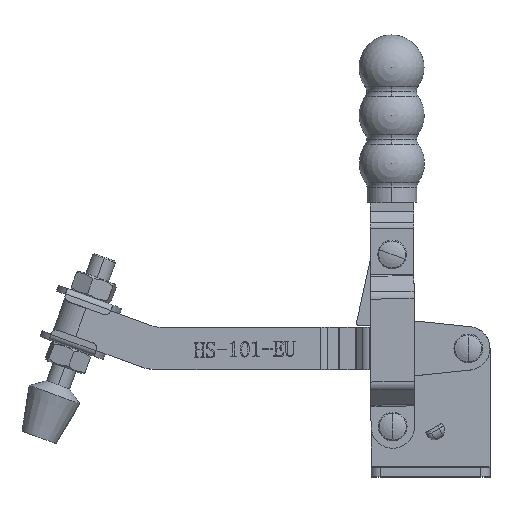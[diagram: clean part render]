
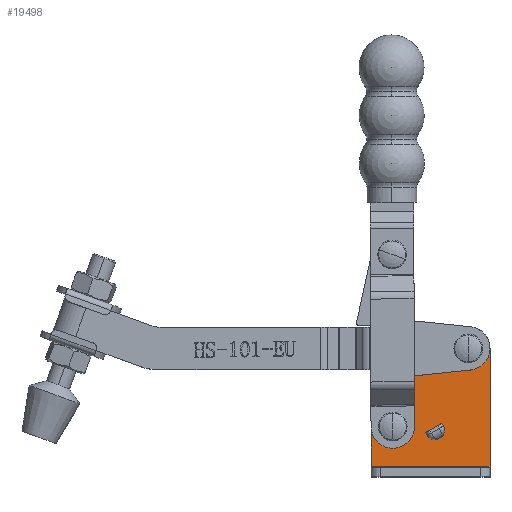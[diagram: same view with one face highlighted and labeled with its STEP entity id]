
A CAD part, top view. The second image highlights one B-rep face of the part: STEP entity #19498.
In plain terms, the highlighted planar face has unit normal (0, 0, 1).
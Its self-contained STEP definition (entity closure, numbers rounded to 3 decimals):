
#137 = CARTESIAN_POINT ( 'NONE',  ( 18.548, 10.775, 3. ) ) ;
#146 = CARTESIAN_POINT ( 'NONE',  ( 23.938, 13.887, 3. ) ) ;
#150 = CARTESIAN_POINT ( 'NONE',  ( 39.4, 39.58, 3. ) ) ;
#251 = CARTESIAN_POINT ( 'NONE',  ( 4., 13.692, 3. ) ) ;
#284 = CARTESIAN_POINT ( 'NONE',  ( 22.84, 9.789, 3. ) ) ;
#402 = CARTESIAN_POINT ( 'NONE',  ( 0., 13.692, 3. ) ) ;
#561 = CARTESIAN_POINT ( 'NONE',  ( 39.4, 0.5, 3. ) ) ;
#5363 = AXIS2_PLACEMENT_3D ( 'NONE', #10736, #10735, #10731 ) ;
#5365 = AXIS2_PLACEMENT_3D ( 'NONE', #10720, #10719, #10717 ) ;
#5367 = AXIS2_PLACEMENT_3D ( 'NONE', #10700, #10699, #10698 ) ;
#5368 = AXIS2_PLACEMENT_3D ( 'NONE', #10694, #10693, #10692 ) ;
#5369 = AXIS2_PLACEMENT_3D ( 'NONE', #10689, #10688, #10687 ) ;
#5370 = AXIS2_PLACEMENT_3D ( 'NONE', #10682, #10681, #10680 ) ;
#5371 = AXIS2_PLACEMENT_3D ( 'NONE', #10675, #10674, #10673 ) ;
#5372 = AXIS2_PLACEMENT_3D ( 'NONE', #10670, #10669, #10668 ) ;
#6059 = DIRECTION ( 'NONE',  ( -1., 0., 0. ) ) ;
#6060 = PLANE ( 'NONE',  #28303 ) ;
#6061 = CARTESIAN_POINT ( 'NONE',  ( 7.2, 13.692, 3. ) ) ;
#6064 = DIRECTION ( 'NONE',  ( 0., 0., -1. ) ) ;
#7334 = FACE_BOUND ( 'NONE', #17734, .T. ) ;
#7338 = FACE_BOUND ( 'NONE', #21435, .T. ) ;
#7340 = FACE_BOUND ( 'NONE', #21369, .T. ) ;
#7342 = FACE_OUTER_BOUND ( 'NONE', #17809, .T. ) ;
#10668 = DIRECTION ( 'NONE',  ( -1., 0., 0. ) ) ;
#10669 = DIRECTION ( 'NONE',  ( 0., 0., -1. ) ) ;
#10670 = CARTESIAN_POINT ( 'NONE',  ( 21.146, 12.275, 3. ) ) ;
#10673 = DIRECTION ( 'NONE',  ( -1., 0., 0. ) ) ;
#10674 = DIRECTION ( 'NONE',  ( 0., 0., -1. ) ) ;
#10675 = CARTESIAN_POINT ( 'NONE',  ( 21.34, 12.387, 3. ) ) ;
#10676 = CARTESIAN_POINT ( 'NONE',  ( 20.048, 8.177, 3. ) ) ;
#10677 = DIRECTION ( 'NONE',  ( 0.866, 0.5, 0. ) ) ;
#10678 = DIRECTION ( 'NONE',  ( -0.5, 0.866, 0. ) ) ;
#10679 = DIRECTION ( 'NONE',  ( -0.866, -0.5, 0. ) ) ;
#10680 = DIRECTION ( 'NONE',  ( 1., 0., 0. ) ) ;
#10681 = DIRECTION ( 'NONE',  ( 0., 0., 1. ) ) ;
#10682 = CARTESIAN_POINT ( 'NONE',  ( 7.2, 13.692, 3. ) ) ;
#10683 = CARTESIAN_POINT ( 'NONE',  ( 18.048, 11.641, 3. ) ) ;
#10686 = CARTESIAN_POINT ( 'NONE',  ( 25.438, 11.289, 3. ) ) ;
#10687 = DIRECTION ( 'NONE',  ( 1., 0., 0. ) ) ;
#10688 = DIRECTION ( 'NONE',  ( 0., 0., 1. ) ) ;
#10689 = CARTESIAN_POINT ( 'NONE',  ( 32.2, 39.58, 3. ) ) ;
#10690 = DIRECTION ( 'NONE',  ( 0.5, -0.866, 0. ) ) ;
#10691 = CARTESIAN_POINT ( 'NONE',  ( 18.048, 11.641, 3. ) ) ;
#10692 = DIRECTION ( 'NONE',  ( -1., 0., 0. ) ) ;
#10693 = DIRECTION ( 'NONE',  ( 0., 0., 1. ) ) ;
#10694 = CARTESIAN_POINT ( 'NONE',  ( 7.2, 13.692, 3. ) ) ;
#10698 = DIRECTION ( 'NONE',  ( -1., 0., 0. ) ) ;
#10699 = DIRECTION ( 'NONE',  ( 0., 0., 1. ) ) ;
#10700 = CARTESIAN_POINT ( 'NONE',  ( 32.2, 39.58, 3. ) ) ;
#10701 = DIRECTION ( 'NONE',  ( 0., -1., 0. ) ) ;
#10702 = CARTESIAN_POINT ( 'NONE',  ( 0., 0., 3. ) ) ;
#10704 = CARTESIAN_POINT ( 'NONE',  ( 2.021, 18.693, 3. ) ) ;
#10705 = DIRECTION ( 'NONE',  ( 0., 1., 0. ) ) ;
#10706 = DIRECTION ( 'NONE',  ( -0.695, -0.719, 0. ) ) ;
#10707 = DIRECTION ( 'NONE',  ( -1., 0., 0. ) ) ;
#10713 = CARTESIAN_POINT ( 'NONE',  ( 39.4, 39.58, 3. ) ) ;
#10714 = CARTESIAN_POINT ( 'NONE',  ( 39.4, 0.5, 3. ) ) ;
#10717 = DIRECTION ( 'NONE',  ( 1., 0., 0. ) ) ;
#10719 = DIRECTION ( 'NONE',  ( 0., 0., 1. ) ) ;
#10720 = CARTESIAN_POINT ( 'NONE',  ( 32.2, 39.58, 3. ) ) ;
#10731 = DIRECTION ( 'NONE',  ( 1., 0., 0. ) ) ;
#10735 = DIRECTION ( 'NONE',  ( 0., 0., 1. ) ) ;
#10736 = CARTESIAN_POINT ( 'NONE',  ( 7.2, 13.692, 3. ) ) ;
#14086 = VECTOR ( 'NONE', #10677, 1000. ) ;
#14088 = CIRCLE ( 'NONE', #5372, 3. ) ;
#14089 = VECTOR ( 'NONE', #10678, 1000. ) ;
#14090 = LINE ( 'NONE', #10676, #14086 ) ;
#14091 = VECTOR ( 'NONE', #10679, 1000. ) ;
#14092 = CIRCLE ( 'NONE', #5371, 3. ) ;
#14093 = VECTOR ( 'NONE', #10690, 1000. ) ;
#14094 = LINE ( 'NONE', #10686, #14089 ) ;
#14095 = LINE ( 'NONE', #10691, #14093 ) ;
#14096 = CIRCLE ( 'NONE', #5370, 3.2 ) ;
#14097 = VECTOR ( 'NONE', #10701, 1000. ) ;
#14098 = CIRCLE ( 'NONE', #5369, 3.2 ) ;
#14099 = LINE ( 'NONE', #10702, #14097 ) ;
#14100 = VECTOR ( 'NONE', #10706, 1000. ) ;
#14101 = CIRCLE ( 'NONE', #5368, 7.2 ) ;
#14102 = LINE ( 'NONE', #10704, #14100 ) ;
#14103 = VECTOR ( 'NONE', #10705, 1000. ) ;
#14104 = LINE ( 'NONE', #10683, #14091 ) ;
#14105 = VECTOR ( 'NONE', #10707, 1000. ) ;
#14106 = CIRCLE ( 'NONE', #5367, 7.2 ) ;
#14108 = LINE ( 'NONE', #10713, #14103 ) ;
#14109 = LINE ( 'NONE', #10714, #14105 ) ;
#14115 = CIRCLE ( 'NONE', #5365, 3.2 ) ;
#14121 = CIRCLE ( 'NONE', #5363, 3.2 ) ;
#15445 = EDGE_CURVE ( 'NONE', #25885, #26137, #14121, .T. ) ;
#15453 = EDGE_CURVE ( 'NONE', #27649, #26228, #14115, .T. ) ;
#15461 = EDGE_CURVE ( 'NONE', #25570, #27666, #14109, .T. ) ;
#15463 = EDGE_CURVE ( 'NONE', #25570, #25971, #14108, .T. ) ;
#15465 = EDGE_CURVE ( 'NONE', #25971, #26117, #14106, .T. ) ;
#15467 = EDGE_CURVE ( 'NONE', #26117, #26203, #14102, .T. ) ;
#15468 = EDGE_CURVE ( 'NONE', #26203, #25717, #14101, .T. ) ;
#15469 = EDGE_CURVE ( 'NONE', #25717, #27666, #14099, .T. ) ;
#15470 = EDGE_CURVE ( 'NONE', #26228, #27649, #14098, .T. ) ;
#15471 = EDGE_CURVE ( 'NONE', #26137, #25885, #14096, .T. ) ;
#15472 = EDGE_CURVE ( 'NONE', #26175, #25980, #14095, .T. ) ;
#15473 = EDGE_CURVE ( 'NONE', #27808, #26175, #14104, .T. ) ;
#15474 = EDGE_CURVE ( 'NONE', #25973, #27808, #14094, .T. ) ;
#15475 = EDGE_CURVE ( 'NONE', #25973, #25866, #14092, .T. ) ;
#15476 = EDGE_CURVE ( 'NONE', #27607, #25866, #14090, .T. ) ;
#15478 = EDGE_CURVE ( 'NONE', #27607, #25980, #14088, .T. ) ;
#17734 = EDGE_LOOP ( 'NONE', ( #22767, #22766 ) ) ;
#17809 = EDGE_LOOP ( 'NONE', ( #22773, #22772, #22771, #22770, #22769, #22768 ) ) ;
#17964 = CARTESIAN_POINT ( 'NONE',  ( 22.646, 9.677, 3. ) ) ;
#18006 = CARTESIAN_POINT ( 'NONE',  ( 29., 39.58, 3. ) ) ;
#18023 = CARTESIAN_POINT ( 'NONE',  ( 0., 0.5, 3. ) ) ;
#18165 = CARTESIAN_POINT ( 'NONE',  ( 23.438, 14.753, 3. ) ) ;
#19498 = ADVANCED_FACE ( 'NONE', ( #7342, #7334, #7338, #7340 ), #6060, .F. ) ;
#21369 = EDGE_LOOP ( 'NONE', ( #22763, #22762, #22761, #22760, #22759, #22758 ) ) ;
#21435 = EDGE_LOOP ( 'NONE', ( #22765, #22764 ) ) ;
#22758 = ORIENTED_EDGE ( 'NONE', *, *, #15478, .T. ) ;
#22759 = ORIENTED_EDGE ( 'NONE', *, *, #15476, .F. ) ;
#22760 = ORIENTED_EDGE ( 'NONE', *, *, #15475, .T. ) ;
#22761 = ORIENTED_EDGE ( 'NONE', *, *, #15474, .F. ) ;
#22762 = ORIENTED_EDGE ( 'NONE', *, *, #15473, .F. ) ;
#22763 = ORIENTED_EDGE ( 'NONE', *, *, #15472, .F. ) ;
#22764 = ORIENTED_EDGE ( 'NONE', *, *, #15471, .F. ) ;
#22765 = ORIENTED_EDGE ( 'NONE', *, *, #15445, .F. ) ;
#22766 = ORIENTED_EDGE ( 'NONE', *, *, #15470, .F. ) ;
#22767 = ORIENTED_EDGE ( 'NONE', *, *, #15453, .F. ) ;
#22768 = ORIENTED_EDGE ( 'NONE', *, *, #15469, .T. ) ;
#22769 = ORIENTED_EDGE ( 'NONE', *, *, #15468, .T. ) ;
#22770 = ORIENTED_EDGE ( 'NONE', *, *, #15467, .T. ) ;
#22771 = ORIENTED_EDGE ( 'NONE', *, *, #15465, .T. ) ;
#22772 = ORIENTED_EDGE ( 'NONE', *, *, #15463, .T. ) ;
#22773 = ORIENTED_EDGE ( 'NONE', *, *, #15461, .F. ) ;
#25570 = VERTEX_POINT ( 'NONE', #561 ) ;
#25717 = VERTEX_POINT ( 'NONE', #402 ) ;
#25866 = VERTEX_POINT ( 'NONE', #284 ) ;
#25885 = VERTEX_POINT ( 'NONE', #251 ) ;
#25971 = VERTEX_POINT ( 'NONE', #150 ) ;
#25973 = VERTEX_POINT ( 'NONE', #146 ) ;
#25980 = VERTEX_POINT ( 'NONE', #137 ) ;
#26117 = VERTEX_POINT ( 'NONE', #26458 ) ;
#26137 = VERTEX_POINT ( 'NONE', #26442 ) ;
#26175 = VERTEX_POINT ( 'NONE', #26338 ) ;
#26203 = VERTEX_POINT ( 'NONE', #26354 ) ;
#26228 = VERTEX_POINT ( 'NONE', #26314 ) ;
#26314 = CARTESIAN_POINT ( 'NONE',  ( 35.4, 39.58, 3. ) ) ;
#26338 = CARTESIAN_POINT ( 'NONE',  ( 18.048, 11.641, 3. ) ) ;
#26354 = CARTESIAN_POINT ( 'NONE',  ( 2.021, 18.693, 3. ) ) ;
#26442 = CARTESIAN_POINT ( 'NONE',  ( 10.4, 13.692, 3. ) ) ;
#26458 = CARTESIAN_POINT ( 'NONE',  ( 27.021, 44.582, 3. ) ) ;
#27607 = VERTEX_POINT ( 'NONE', #17964 ) ;
#27649 = VERTEX_POINT ( 'NONE', #18006 ) ;
#27666 = VERTEX_POINT ( 'NONE', #18023 ) ;
#27808 = VERTEX_POINT ( 'NONE', #18165 ) ;
#28303 = AXIS2_PLACEMENT_3D ( 'NONE', #6061, #6064, #6059 ) ;
